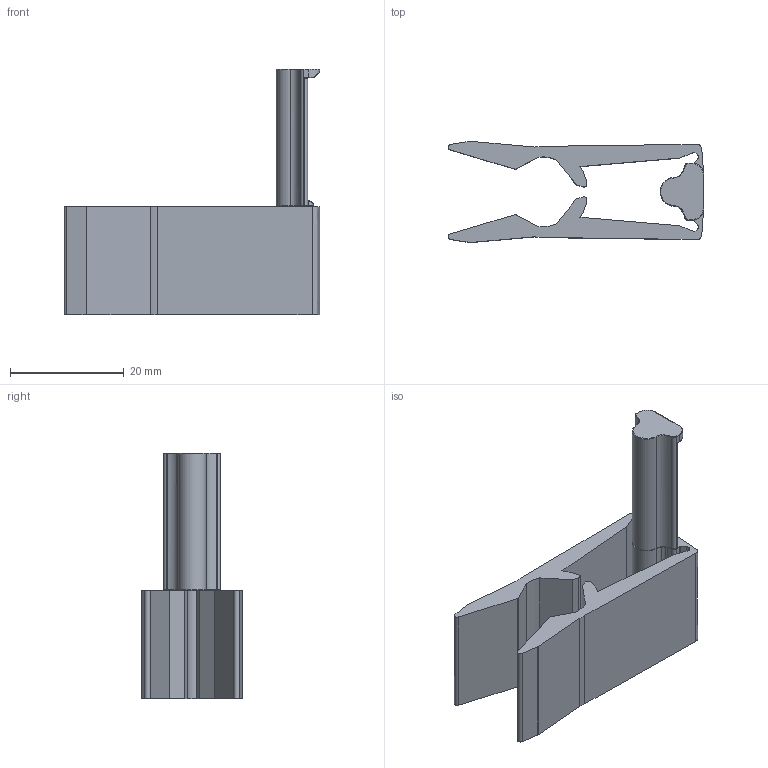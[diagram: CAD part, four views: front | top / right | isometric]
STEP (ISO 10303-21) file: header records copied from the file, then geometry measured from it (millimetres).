
FILE_DESCRIPTION(/* description */ (''),/* implementation_level */ '2;1');
FILE_NAME(/* name */ 'a1 mini pen holder.step',/* time_stamp */ '2025-10-06T09:04:52-07:00',/* author */ (''),/* organization */ (''),/* preprocessor_version */ 'ST-DEVELOPER v20.1',/* originating_system */ 'Autodesk Translation Framework v14.17.0.0',/* authorisation */ '');
FILE_SCHEMA (('AUTOMOTIVE_DESIGN { 1 0 10303 214 3 1 1 }'));
Length unit declared in the file: millimetre
Products named in the file (1): a1 mini nozzle
Bounding box: 44.83 x 17.77 x 43.1 mm (x, y, z)
Volume: 7018.1 mm3; surface area: 5747.8 mm2
Topology: 1 solids, 2 shells, 158 faces, 403 edges, 247 vertices
Faces by surface type: cylinder 59, plane 43, bspline 36, torus 18, sphere 2
Full cylindrical faces by diameter (mm): 0.4 x1
Entity records: 5469 total; most frequent: CARTESIAN_POINT 1646, ORIENTED_EDGE 804, DIRECTION 794, EDGE_CURVE 402, AXIS2_PLACEMENT_3D 306, VERTEX_POINT 247, LINE 182, VECTOR 182
